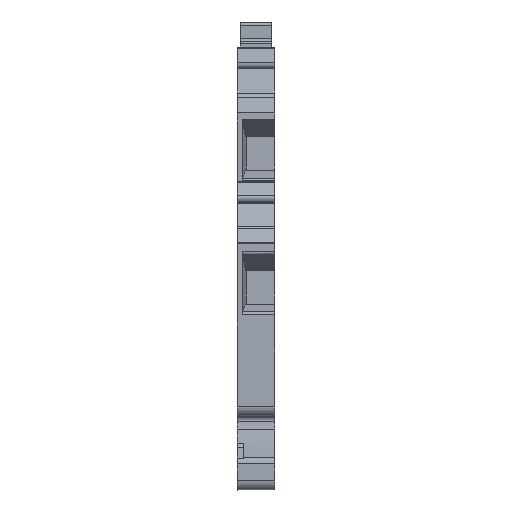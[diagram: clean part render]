
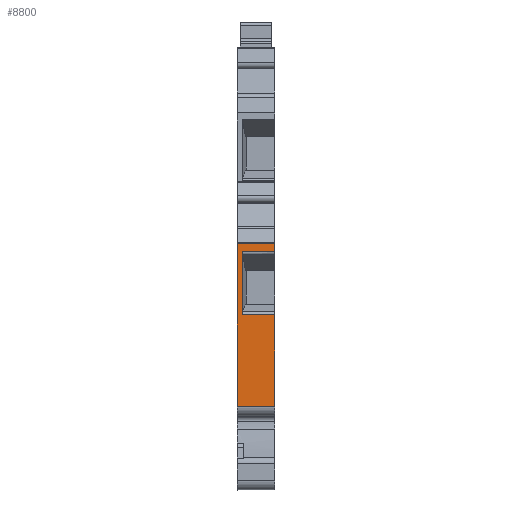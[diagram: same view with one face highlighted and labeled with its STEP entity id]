
A CAD part, left-side view. The second image highlights one B-rep face of the part: STEP entity #8800.
In plain terms, the highlighted planar face has unit normal (-1, 0, 0).
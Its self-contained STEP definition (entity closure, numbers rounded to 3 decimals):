
#1835=ORIENTED_EDGE('',*,*,#2545,.F.);
#1836=ORIENTED_EDGE('',*,*,#2904,.T.);
#1837=ORIENTED_EDGE('',*,*,#3045,.T.);
#1838=ORIENTED_EDGE('',*,*,#3050,.T.);
#1839=ORIENTED_EDGE('',*,*,#2537,.T.);
#1840=ORIENTED_EDGE('',*,*,#3049,.T.);
#1841=ORIENTED_EDGE('',*,*,#2926,.F.);
#1842=ORIENTED_EDGE('',*,*,#2779,.T.);
#2537=EDGE_CURVE('',#3427,#3426,#4000,.T.);
#2545=EDGE_CURVE('',#3434,#3435,#4006,.T.);
#2779=EDGE_CURVE('',#3582,#3435,#4172,.T.);
#2904=EDGE_CURVE('',#3434,#3656,#4280,.F.);
#2926=EDGE_CURVE('',#3582,#3673,#4292,.T.);
#3045=EDGE_CURVE('',#3656,#3734,#4388,.F.);
#3049=EDGE_CURVE('',#3426,#3673,#4392,.F.);
#3050=EDGE_CURVE('',#3734,#3427,#4393,.F.);
#3426=VERTEX_POINT('',#11917);
#3427=VERTEX_POINT('',#11919);
#3434=VERTEX_POINT('',#11933);
#3435=VERTEX_POINT('',#11935);
#3582=VERTEX_POINT('',#12401);
#3656=VERTEX_POINT('',#12651);
#3673=VERTEX_POINT('',#12692);
#3734=VERTEX_POINT('',#12918);
#4000=LINE('',#11918,#4645);
#4006=LINE('',#11934,#4651);
#4172=LINE('',#12400,#4817);
#4280=LINE('',#12652,#4925);
#4292=LINE('',#12691,#4937);
#4388=LINE('',#12919,#5033);
#4392=LINE('',#12927,#5037);
#4393=LINE('',#12929,#5038);
#4645=VECTOR('',#9975,1000.);
#4651=VECTOR('',#9985,1000.);
#4817=VECTOR('',#10457,1000.);
#4925=VECTOR('',#10703,1000.);
#4937=VECTOR('',#10737,1000.);
#5033=VECTOR('',#10973,1000.);
#5037=VECTOR('',#10983,1000.);
#5038=VECTOR('',#10986,1000.);
#5389=EDGE_LOOP('',(#1835,#1836,#1837,#1838,#1839,#1840,#1841,#1842));
#5788=FACE_BOUND('',#5389,.T.);
#6058=PLANE('',#9359);
#8800=ADVANCED_FACE('',(#5788),#6058,.T.);
#9359=AXIS2_PLACEMENT_3D('',#12928,#10984,#10985);
#9975=DIRECTION('',(0.,0.,1.));
#9985=DIRECTION('',(0.,0.,-1.));
#10457=DIRECTION('',(0.,-1.,0.));
#10703=DIRECTION('',(0.,-1.,0.));
#10737=DIRECTION('',(0.,0.,1.));
#10973=DIRECTION('',(0.,0.,-1.));
#10983=DIRECTION('',(0.,-1.,0.));
#10984=DIRECTION('',(-1.,0.,0.));
#10985=DIRECTION('',(0.,0.,1.));
#10986=DIRECTION('',(0.,1.,0.));
#11917=CARTESIAN_POINT('',(-66.295,-0.5,3.7));
#11918=CARTESIAN_POINT('',(-66.295,-0.5,2.346));
#11919=CARTESIAN_POINT('',(-66.295,-0.5,2.346));
#11933=CARTESIAN_POINT('',(-66.295,-0.5,-7.677));
#11934=CARTESIAN_POINT('',(-66.295,-0.5,-22.35));
#11935=CARTESIAN_POINT('',(-66.295,-0.5,-22.35));
#12400=CARTESIAN_POINT('',(-66.295,118.895,-22.35));
#12401=CARTESIAN_POINT('',(-66.295,5.5,-22.35));
#12651=CARTESIAN_POINT('',(-66.295,4.698,-7.677));
#12652=CARTESIAN_POINT('',(-66.295,118.895,-7.677));
#12691=CARTESIAN_POINT('',(-66.295,5.5,0.));
#12692=CARTESIAN_POINT('',(-66.295,5.5,3.7));
#12918=CARTESIAN_POINT('',(-66.295,4.698,2.346));
#12919=CARTESIAN_POINT('',(-66.295,4.698,-5.625));
#12927=CARTESIAN_POINT('',(-66.295,5.5,3.7));
#12928=CARTESIAN_POINT('',(-66.295,118.895,-22.35));
#12929=CARTESIAN_POINT('',(-66.295,118.895,2.346));
